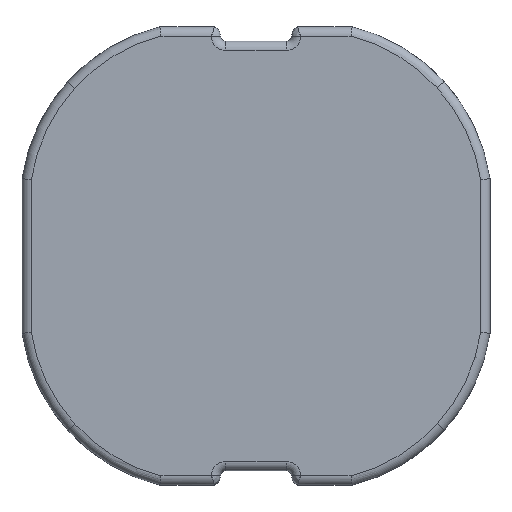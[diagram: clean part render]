
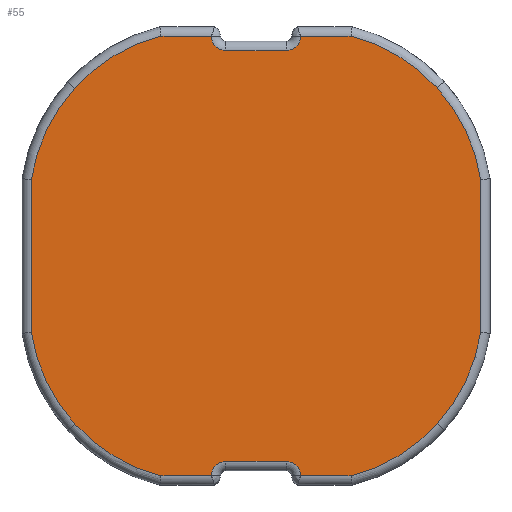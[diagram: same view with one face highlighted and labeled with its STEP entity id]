
A CAD part, front view. The second image highlights one B-rep face of the part: STEP entity #55.
In plain terms, the highlighted planar face has unit normal (0, -1, 0).
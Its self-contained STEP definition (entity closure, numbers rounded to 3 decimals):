
#55=ADVANCED_FACE('',(#149),#150,.F.);
#149=FACE_OUTER_BOUND('',#317,.T.);
#150=PLANE('',#318);
#317=EDGE_LOOP('',(#622,#623,#624,#625,#626,#627,#628,#629,#630,#631,#632,#633,#634,#635,#636,#637,#638,#639,#640,#641));
#318=AXIS2_PLACEMENT_3D('',#642,#643,#644);
#622=ORIENTED_EDGE('',*,*,#1264,.T.);
#623=ORIENTED_EDGE('',*,*,#1265,.T.);
#624=ORIENTED_EDGE('',*,*,#1266,.T.);
#625=ORIENTED_EDGE('',*,*,#1267,.T.);
#626=ORIENTED_EDGE('',*,*,#1268,.T.);
#627=ORIENTED_EDGE('',*,*,#1263,.T.);
#628=ORIENTED_EDGE('',*,*,#1269,.T.);
#629=ORIENTED_EDGE('',*,*,#1270,.T.);
#630=ORIENTED_EDGE('',*,*,#1259,.T.);
#631=ORIENTED_EDGE('',*,*,#1253,.T.);
#632=ORIENTED_EDGE('',*,*,#1271,.T.);
#633=ORIENTED_EDGE('',*,*,#1272,.T.);
#634=ORIENTED_EDGE('',*,*,#1273,.T.);
#635=ORIENTED_EDGE('',*,*,#1274,.T.);
#636=ORIENTED_EDGE('',*,*,#1275,.T.);
#637=ORIENTED_EDGE('',*,*,#1252,.T.);
#638=ORIENTED_EDGE('',*,*,#1276,.T.);
#639=ORIENTED_EDGE('',*,*,#1277,.T.);
#640=ORIENTED_EDGE('',*,*,#1248,.T.);
#641=ORIENTED_EDGE('',*,*,#1278,.T.);
#642=CARTESIAN_POINT('',(0.0,0.0,0.0));
#643=DIRECTION('',(0.0,1.0,0.0));
#644=DIRECTION('',(1.0,0.0,-0.0));
#1248=EDGE_CURVE('',#1478,#1482,#1484,.T.);
#1252=EDGE_CURVE('',#1486,#1490,#1492,.T.);
#1253=EDGE_CURVE('',#1493,#1494,#1495,.T.);
#1259=EDGE_CURVE('',#1502,#1493,#1505,.T.);
#1263=EDGE_CURVE('',#1507,#1511,#1513,.T.);
#1264=EDGE_CURVE('',#1514,#1515,#1516,.T.);
#1265=EDGE_CURVE('',#1515,#1517,#1518,.T.);
#1266=EDGE_CURVE('',#1517,#1519,#1520,.T.);
#1267=EDGE_CURVE('',#1519,#1521,#1522,.T.);
#1268=EDGE_CURVE('',#1521,#1507,#1523,.T.);
#1269=EDGE_CURVE('',#1511,#1524,#1525,.T.);
#1270=EDGE_CURVE('',#1524,#1502,#1526,.T.);
#1271=EDGE_CURVE('',#1494,#1527,#1528,.T.);
#1272=EDGE_CURVE('',#1527,#1529,#1530,.T.);
#1273=EDGE_CURVE('',#1529,#1531,#1532,.T.);
#1274=EDGE_CURVE('',#1531,#1533,#1534,.T.);
#1275=EDGE_CURVE('',#1533,#1486,#1535,.T.);
#1276=EDGE_CURVE('',#1490,#1536,#1537,.T.);
#1277=EDGE_CURVE('',#1536,#1478,#1538,.T.);
#1278=EDGE_CURVE('',#1482,#1514,#1539,.T.);
#1478=VERTEX_POINT('',#1848);
#1482=VERTEX_POINT('',#1852);
#1484=CIRCLE('',#1864,3.739);
#1486=VERTEX_POINT('',#1866);
#1490=VERTEX_POINT('',#1870);
#1492=CIRCLE('',#1882,3.739);
#1493=VERTEX_POINT('',#1883);
#1494=VERTEX_POINT('',#1884);
#1495=LINE('',#1885,#1886);
#1502=VERTEX_POINT('',#1918);
#1505=CIRCLE('',#1921,3.739);
#1507=VERTEX_POINT('',#1923);
#1511=VERTEX_POINT('',#1927);
#1513=CIRCLE('',#1939,3.739);
#1514=VERTEX_POINT('',#1940);
#1515=VERTEX_POINT('',#1941);
#1516=CIRCLE('',#1942,0.309);
#1517=VERTEX_POINT('',#1943);
#1518=LINE('',#1944,#1945);
#1519=VERTEX_POINT('',#1946);
#1520=CIRCLE('',#1947,0.309);
#1521=VERTEX_POINT('',#1948);
#1522=LINE('',#1949,#1950);
#1523=CIRCLE('',#1951,3.739);
#1524=VERTEX_POINT('',#1952);
#1525=LINE('',#1953,#1954);
#1526=CIRCLE('',#1955,3.739);
#1527=VERTEX_POINT('',#1956);
#1528=CIRCLE('',#1957,0.309);
#1529=VERTEX_POINT('',#1958);
#1530=LINE('',#1959,#1960);
#1531=VERTEX_POINT('',#1961);
#1532=CIRCLE('',#1962,0.309);
#1533=VERTEX_POINT('',#1963);
#1534=LINE('',#1964,#1965);
#1535=CIRCLE('',#1966,3.739);
#1536=VERTEX_POINT('',#1967);
#1537=LINE('',#1968,#1969);
#1538=CIRCLE('',#1970,3.739);
#1539=LINE('',#1971,#1972);
#1848=CARTESIAN_POINT('',(3.871,0.0,3.591));
#1852=CARTESIAN_POINT('',(2.03,0.0,4.7));
#1864=AXIS2_PLACEMENT_3D('',#2501,#2502,#2503);
#1866=CARTESIAN_POINT('',(3.876,0.0,-3.586));
#1870=CARTESIAN_POINT('',(4.8,0.0,-1.635));
#1882=AXIS2_PLACEMENT_3D('',#2510,#2511,#2512);
#1883=CARTESIAN_POINT('',(-2.03,0.0,-4.7));
#1884=CARTESIAN_POINT('',(-0.958,0.0,-4.7));
#1885=CARTESIAN_POINT('',(-2.03,0.0,-4.7));
#1886=VECTOR('',#2513,1.072);
#1918=CARTESIAN_POINT('',(-3.871,0.0,-3.591));
#1921=AXIS2_PLACEMENT_3D('',#2521,#2522,#2523);
#1923=CARTESIAN_POINT('',(-3.876,0.0,3.586));
#1927=CARTESIAN_POINT('',(-4.8,0.0,1.635));
#1939=AXIS2_PLACEMENT_3D('',#2530,#2531,#2532);
#1940=CARTESIAN_POINT('',(0.958,0.,4.7));
#1941=CARTESIAN_POINT('',(0.649,0.0,4.391));
#1942=AXIS2_PLACEMENT_3D('',#2533,#2534,#2535);
#1943=CARTESIAN_POINT('',(-0.649,0.0,4.391));
#1944=CARTESIAN_POINT('',(0.649,0.0,4.391));
#1945=VECTOR('',#2536,1.298);
#1946=CARTESIAN_POINT('',(-0.958,0.,4.7));
#1947=AXIS2_PLACEMENT_3D('',#2537,#2538,#2539);
#1948=CARTESIAN_POINT('',(-2.03,0.0,4.7));
#1949=CARTESIAN_POINT('',(-0.958,0.,4.7));
#1950=VECTOR('',#2540,1.072);
#1951=AXIS2_PLACEMENT_3D('',#2541,#2542,#2543);
#1952=CARTESIAN_POINT('',(-4.8,0.0,-1.635));
#1953=CARTESIAN_POINT('',(-4.8,0.0,1.635));
#1954=VECTOR('',#2544,3.27);
#1955=AXIS2_PLACEMENT_3D('',#2545,#2546,#2547);
#1956=CARTESIAN_POINT('',(-0.649,0.0,-4.391));
#1957=AXIS2_PLACEMENT_3D('',#2548,#2549,#2550);
#1958=CARTESIAN_POINT('',(0.649,0.0,-4.391));
#1959=CARTESIAN_POINT('',(-0.649,0.0,-4.391));
#1960=VECTOR('',#2551,1.298);
#1961=CARTESIAN_POINT('',(0.958,0.,-4.7));
#1962=AXIS2_PLACEMENT_3D('',#2552,#2553,#2554);
#1963=CARTESIAN_POINT('',(2.03,0.0,-4.7));
#1964=CARTESIAN_POINT('',(0.958,0.,-4.7));
#1965=VECTOR('',#2555,1.072);
#1966=AXIS2_PLACEMENT_3D('',#2556,#2557,#2558);
#1967=CARTESIAN_POINT('',(4.8,0.0,1.635));
#1968=CARTESIAN_POINT('',(4.8,0.0,-1.635));
#1969=VECTOR('',#2559,3.27);
#1970=AXIS2_PLACEMENT_3D('',#2560,#2561,#2562);
#1971=CARTESIAN_POINT('',(2.03,0.0,4.7));
#1972=VECTOR('',#2563,1.072);
#2501=CARTESIAN_POINT('',(1.102,0.0,1.077));
#2502=DIRECTION('',(0.0,-1.0,0.0));
#2503=DIRECTION('',(0.989,0.0,0.149));
#2510=CARTESIAN_POINT('',(1.102,0.0,-1.077));
#2511=DIRECTION('',(0.0,-1.0,0.0));
#2512=DIRECTION('',(0.248,0.0,-0.969));
#2513=DIRECTION('',(1.,0.,0.));
#2521=CARTESIAN_POINT('',(-1.102,0.0,-1.077));
#2522=DIRECTION('',(0.0,-1.0,-0.0));
#2523=DIRECTION('',(-0.989,0.0,-0.149));
#2530=CARTESIAN_POINT('',(-1.102,0.0,1.077));
#2531=DIRECTION('',(0.0,-1.0,0.0));
#2532=DIRECTION('',(-0.248,0.0,0.969));
#2533=CARTESIAN_POINT('',(0.649,0.0,4.7));
#2534=DIRECTION('',(-0.0,1.0,0.0));
#2535=DIRECTION('',(1.,0.0,0.001));
#2536=DIRECTION('',(-1.0,0.0,0.));
#2537=CARTESIAN_POINT('',(-0.649,0.0,4.7));
#2538=DIRECTION('',(0.0,1.0,0.0));
#2539=DIRECTION('',(0.0,0.0,-1.0));
#2540=DIRECTION('',(-1.,0.,0.));
#2541=CARTESIAN_POINT('',(-1.102,0.0,1.077));
#2542=DIRECTION('',(0.0,-1.0,0.0));
#2543=DIRECTION('',(-0.248,0.0,0.969));
#2544=DIRECTION('',(0.0,0.0,-1.0));
#2545=CARTESIAN_POINT('',(-1.102,0.0,-1.077));
#2546=DIRECTION('',(0.0,-1.0,-0.0));
#2547=DIRECTION('',(-0.989,0.0,-0.149));
#2548=CARTESIAN_POINT('',(-0.649,0.0,-4.7));
#2549=DIRECTION('',(0.0,1.0,0.0));
#2550=DIRECTION('',(-1.,0.0,-0.001));
#2551=DIRECTION('',(1.0,0.0,0.));
#2552=CARTESIAN_POINT('',(0.649,0.0,-4.7));
#2553=DIRECTION('',(0.0,1.0,0.0));
#2554=DIRECTION('',(0.0,0.0,1.0));
#2555=DIRECTION('',(1.,0.,0.));
#2556=CARTESIAN_POINT('',(1.102,0.0,-1.077));
#2557=DIRECTION('',(0.0,-1.0,0.0));
#2558=DIRECTION('',(0.248,0.0,-0.969));
#2559=DIRECTION('',(0.0,0.0,1.0));
#2560=CARTESIAN_POINT('',(1.102,0.0,1.077));
#2561=DIRECTION('',(0.0,-1.0,0.0));
#2562=DIRECTION('',(0.989,0.0,0.149));
#2563=DIRECTION('',(-1.,0.,0.));
